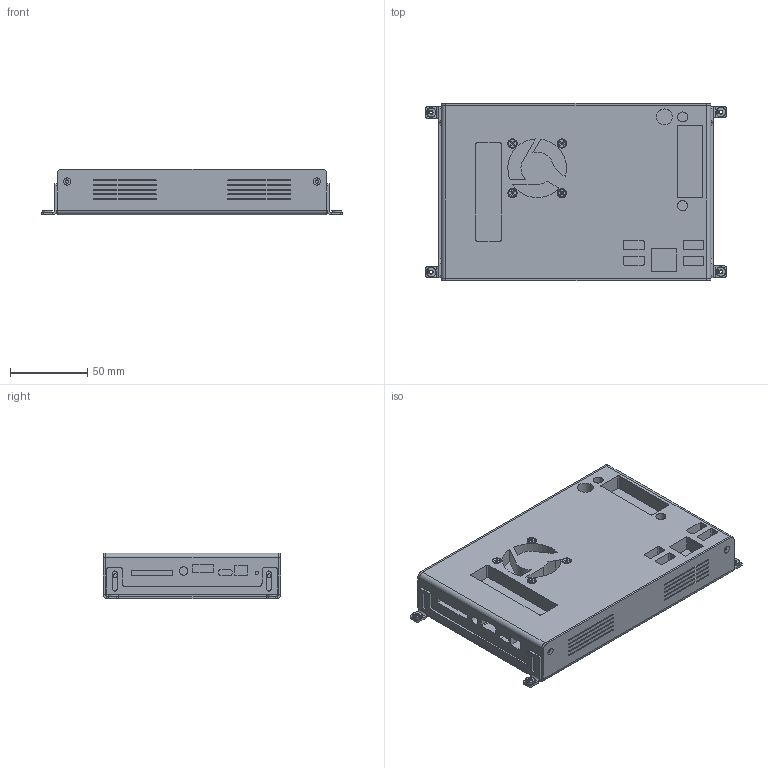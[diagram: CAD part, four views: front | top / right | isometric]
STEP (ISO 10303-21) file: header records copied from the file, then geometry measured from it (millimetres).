
FILE_DESCRIPTION(/* description */ (''),/* implementation_level */ '2;1');
FILE_NAME(/* name */ 'XCTouchNav 7 inch dummy.stp',/* time_stamp */ '2023-01-25T20:19:15+01:00',/* author */ ('frits_000'),/* organization */ (''),/* preprocessor_version */ 'ST-DEVELOPER v19',/* originating_system */ 'Autodesk Inventor 2023',/* authorisation */ '');
FILE_SCHEMA (('AUTOMOTIVE_DESIGN { 1 0 10303 214 3 1 1 }'));
Length unit declared in the file: millimetre
Products named in the file (6): XCTouchNav 7 inch dummy; FB05 dummy 1.5mm alu top; 7 inch dummy back; ac05 mount bracket; m2.5 self-clinching nut; m3x6 phillip head countersunk
Assembly tree (12 placements, depth 2):
  XCTouchNav 7 inch dummy
    FB05 dummy 1.5mm alu top
    7 inch dummy back
    ac05 mount bracket  x2
    m2.5 self-clinching nut  x4
    m3x6 phillip head countersunk  x4
Bounding box: 194.4 x 114.8 x 29.5 mm (x, y, z)
Volume: 531662.4 mm3; surface area: 99664.7 mm2
Topology: 12 solids, 16 shells, 1260 faces, 3093 edges, 1908 vertices
Faces by surface type: cylinder 480, plane 431, bspline 245, cone 60, torus 28, sphere 16
Full cylindrical faces by diameter (mm): 2 x1, 2.013 x12, 2.1 x4, 2.374 x28, 2.4 x2, 2.459 x2, 2.5 x4, 2.874 x28, 4.22 x4, 4.8 x8, 5 x4, 5.4 x1, 6.35 x4, 6.5 x2, 10.4 x1
Entity records: 27078 total; most frequent: CARTESIAN_POINT 13992, ORIENTED_EDGE 2690, DIRECTION 2555, EDGE_CURVE 1345, AXIS2_PLACEMENT_3D 894, VERTEX_POINT 851, LINE 767, VECTOR 767
